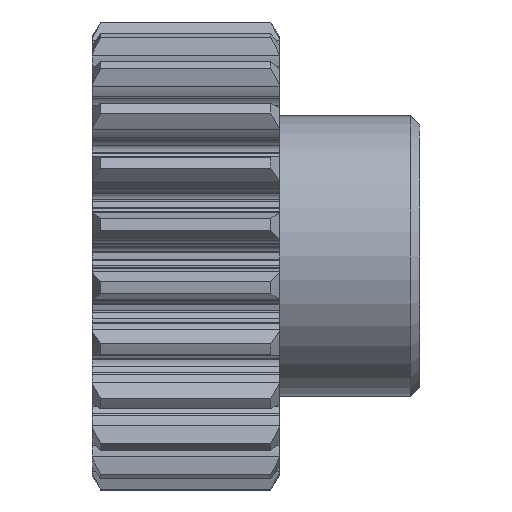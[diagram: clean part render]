
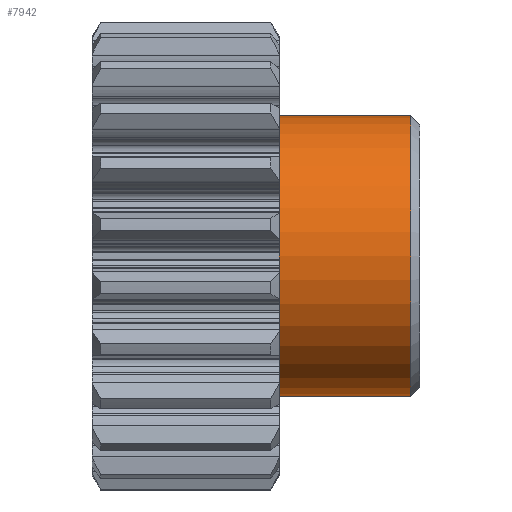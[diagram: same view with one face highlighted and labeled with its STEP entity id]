
A CAD part, front view. The second image highlights one B-rep face of the part: STEP entity #7942.
In plain terms, the highlighted cylindrical face has radius 15 mm (diameter 30 mm), a partial arc.
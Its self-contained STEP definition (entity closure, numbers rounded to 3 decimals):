
#4926=CARTESIAN_POINT('',(20.,0.,15.));
#4927=VERTEX_POINT('',#4926);
#4928=CARTESIAN_POINT('',(20.,-0.,-15.));
#4929=VERTEX_POINT('',#4928);
#4930=CARTESIAN_POINT('',(20.,0.,0.));
#4931=DIRECTION('',(1.,0.,0.));
#4932=DIRECTION('',(0.,0.,-1.));
#4933=AXIS2_PLACEMENT_3D('',#4930,#4931,#4932);
#4934=CIRCLE('',#4933,15.);
#4935=EDGE_CURVE('',#4927,#4929,#4934,.T.);
#7911=CARTESIAN_POINT('',(35.,0.,0.));
#7912=DIRECTION('',(1.,0.,0.));
#7913=DIRECTION('',(0.,0.,-1.));
#7914=AXIS2_PLACEMENT_3D('',#7911,#7912,#7913);
#7915=CYLINDRICAL_SURFACE('',#7914,15.);
#7916=CARTESIAN_POINT('',(34.,0.,15.));
#7917=VERTEX_POINT('',#7916);
#7918=CARTESIAN_POINT('',(34.,0.,15.));
#7919=DIRECTION('',(-1.,-0.,0.));
#7920=VECTOR('',#7919,14.);
#7921=LINE('',#7918,#7920);
#7922=EDGE_CURVE('',#7917,#4927,#7921,.T.);
#7923=ORIENTED_EDGE('',*,*,#7922,.T.);
#7924=ORIENTED_EDGE('',*,*,#4935,.T.);
#7925=CARTESIAN_POINT('',(34.,-0.,-15.));
#7926=VERTEX_POINT('',#7925);
#7927=CARTESIAN_POINT('',(34.,0.,-15.));
#7928=DIRECTION('',(-1.,-0.,0.));
#7929=VECTOR('',#7928,14.);
#7930=LINE('',#7927,#7929);
#7931=EDGE_CURVE('',#7926,#4929,#7930,.T.);
#7932=ORIENTED_EDGE('',*,*,#7931,.F.);
#7933=CARTESIAN_POINT('',(34.,0.,0.));
#7934=DIRECTION('',(1.,0.,0.));
#7935=DIRECTION('',(0.,0.,-1.));
#7936=AXIS2_PLACEMENT_3D('',#7933,#7934,#7935);
#7937=CIRCLE('',#7936,15.);
#7938=EDGE_CURVE('',#7917,#7926,#7937,.T.);
#7939=ORIENTED_EDGE('',*,*,#7938,.F.);
#7940=EDGE_LOOP('',(#7923,#7924,#7932,#7939));
#7941=FACE_BOUND('',#7940,.T.);
#7942=ADVANCED_FACE('',(#7941),#7915,.T.);
